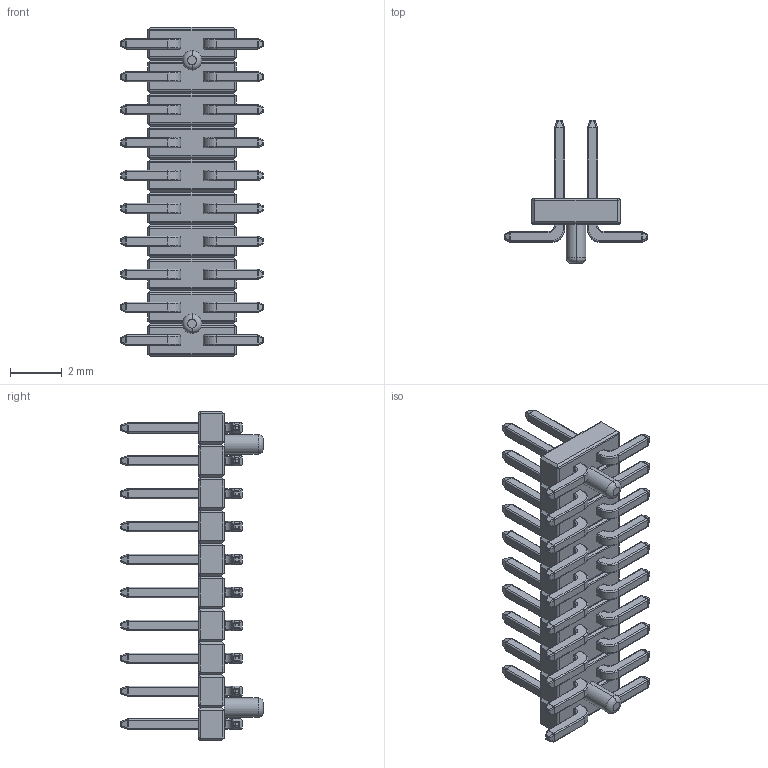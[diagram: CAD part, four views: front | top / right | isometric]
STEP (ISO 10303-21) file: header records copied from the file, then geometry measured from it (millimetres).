
FILE_DESCRIPTION (( 'STEP AP214' ), '1' );
FILE_NAME ('M50-3611042.STEP', '2018-01-16T14:48:05', ( '' ), ( '' ), 'SwSTEP 2.0', 'SolidWorks 2014', '' );
FILE_SCHEMA (( 'AUTOMOTIVE_DESIGN' ));
Length unit declared in the file: millimetre
Products named in the file (3): Alignment-Pin; M50-360-Pin; M50-3611042
Assembly tree (12 placements, depth 2):
  M50-3611042
    M50-360-Pin  x10
    Alignment-Pin  x2
Bounding box: 5.5 x 5.5 x 12.7 mm (x, y, z)
Volume: 60.5 mm3; surface area: 335.4 mm2
Topology: 12 solids, 12 shells, 1812 faces, 4000 edges, 2092 vertices
Faces by surface type: cylinder 884, plane 524, sphere 320, torus 84
Entity records: 6028 total; most frequent: DIRECTION 946, CARTESIAN_POINT 855, ORIENTED_EDGE 784, EDGE_CURVE 392, AXIS2_PLACEMENT_3D 369, VERTEX_POINT 214, VECTOR 208, LINE 208
